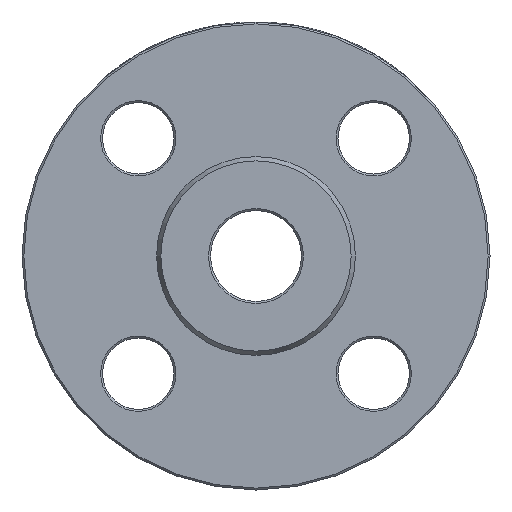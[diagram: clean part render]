
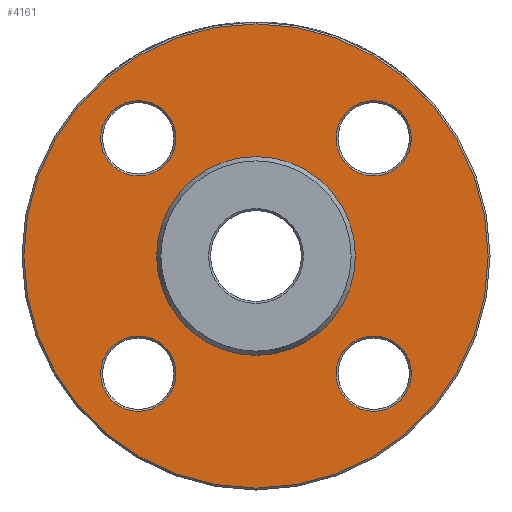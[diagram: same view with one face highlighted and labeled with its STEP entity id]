
A CAD part, left-side view. The second image highlights one B-rep face of the part: STEP entity #4161.
In plain terms, the highlighted planar face has unit normal (-1, 0, 0).
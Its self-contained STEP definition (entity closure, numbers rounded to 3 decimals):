
#65 = EDGE_LOOP ( 'NONE', ( #306 ) ) ;
#240 = ORIENTED_EDGE ( 'NONE', *, *, #4073, .T. ) ;
#306 = ORIENTED_EDGE ( 'NONE', *, *, #423, .T. ) ;
#346 = AXIS2_PLACEMENT_3D ( 'NONE', #2975, #3984, #5589 ) ;
#401 = CARTESIAN_POINT ( 'NONE',  ( 2., 31.431, -41.481 ) ) ;
#423 = EDGE_CURVE ( 'NONE', #701, #701, #5722, .T. ) ;
#431 = VERTEX_POINT ( 'NONE', #401 ) ;
#537 = EDGE_LOOP ( 'NONE', ( #2495 ) ) ;
#701 = VERTEX_POINT ( 'NONE', #5689 ) ;
#754 = DIRECTION ( 'NONE',  ( 0., -1., 0. ) ) ;
#892 = AXIS2_PLACEMENT_3D ( 'NONE', #2047, #1518, #1657 ) ;
#894 = VERTEX_POINT ( 'NONE', #3356 ) ;
#926 = VERTEX_POINT ( 'NONE', #2935 ) ;
#936 = FACE_BOUND ( 'NONE', #65, .T. ) ;
#954 = ORIENTED_EDGE ( 'NONE', *, *, #5155, .T. ) ;
#1165 = CARTESIAN_POINT ( 'NONE',  ( 2., 0., 0. ) ) ;
#1453 = FACE_BOUND ( 'NONE', #537, .T. ) ;
#1518 = DIRECTION ( 'NONE',  ( 1., 0., 0. ) ) ;
#1657 = DIRECTION ( 'NONE',  ( 0., 0., -1. ) ) ;
#1709 = CIRCLE ( 'NONE', #3698, 10.05 ) ;
#1919 = AXIS2_PLACEMENT_3D ( 'NONE', #3878, #6307, #3747 ) ;
#1944 = CIRCLE ( 'NONE', #4773, 26.555 ) ;
#1981 = CARTESIAN_POINT ( 'NONE',  ( 2., 0., 0. ) ) ;
#2047 = CARTESIAN_POINT ( 'NONE',  ( 2., 31.431, -31.431 ) ) ;
#2079 = DIRECTION ( 'NONE',  ( 0., 0., -1. ) ) ;
#2495 = ORIENTED_EDGE ( 'NONE', *, *, #6157, .F. ) ;
#2541 = DIRECTION ( 'NONE',  ( 0., 0., 1. ) ) ;
#2658 = CIRCLE ( 'NONE', #1919, 10.05 ) ;
#2672 = EDGE_CURVE ( 'NONE', #4768, #4768, #2989, .T. ) ;
#2935 = CARTESIAN_POINT ( 'NONE',  ( 2., 0., 26.555 ) ) ;
#2975 = CARTESIAN_POINT ( 'NONE',  ( 2., 26.555, 0. ) ) ;
#2989 = CIRCLE ( 'NONE', #4662, 62. ) ;
#3148 = DIRECTION ( 'NONE',  ( 0., 0., 1. ) ) ;
#3356 = CARTESIAN_POINT ( 'NONE',  ( 2., 41.481, 31.431 ) ) ;
#3433 = FACE_BOUND ( 'NONE', #5360, .T. ) ;
#3525 = CARTESIAN_POINT ( 'NONE',  ( 2., -31.431, 31.431 ) ) ;
#3578 = EDGE_LOOP ( 'NONE', ( #240 ) ) ;
#3698 = AXIS2_PLACEMENT_3D ( 'NONE', #3525, #4450, #2541 ) ;
#3708 = CARTESIAN_POINT ( 'NONE',  ( 2., -31.431, -31.431 ) ) ;
#3721 = CIRCLE ( 'NONE', #892, 10.05 ) ;
#3747 = DIRECTION ( 'NONE',  ( 0., 1., 0. ) ) ;
#3878 = CARTESIAN_POINT ( 'NONE',  ( 2., 31.431, 31.431 ) ) ;
#3942 = ORIENTED_EDGE ( 'NONE', *, *, #6438, .T. ) ;
#3984 = DIRECTION ( 'NONE',  ( 1., 0., 0. ) ) ;
#4014 = FACE_BOUND ( 'NONE', #3578, .T. ) ;
#4073 = EDGE_CURVE ( 'NONE', #5251, #5251, #1709, .T. ) ;
#4125 = DIRECTION ( 'NONE',  ( -1., 0., 0. ) ) ;
#4161 = ADVANCED_FACE ( 'NONE', ( #936, #4014, #6012, #3433, #6454, #1453 ), #5461, .F. ) ;
#4278 = CARTESIAN_POINT ( 'NONE',  ( 2., 0., -62. ) ) ;
#4369 = EDGE_LOOP ( 'NONE', ( #4956 ) ) ;
#4450 = DIRECTION ( 'NONE',  ( 1., 0., 0. ) ) ;
#4479 = DIRECTION ( 'NONE',  ( -1., 0., 0. ) ) ;
#4662 = AXIS2_PLACEMENT_3D ( 'NONE', #1981, #4479, #2079 ) ;
#4768 = VERTEX_POINT ( 'NONE', #4278 ) ;
#4773 = AXIS2_PLACEMENT_3D ( 'NONE', #1165, #4125, #3148 ) ;
#4802 = CARTESIAN_POINT ( 'NONE',  ( 2., -31.431, 41.481 ) ) ;
#4956 = ORIENTED_EDGE ( 'NONE', *, *, #2672, .T. ) ;
#5155 = EDGE_CURVE ( 'NONE', #894, #894, #2658, .T. ) ;
#5251 = VERTEX_POINT ( 'NONE', #4802 ) ;
#5360 = EDGE_LOOP ( 'NONE', ( #3942 ) ) ;
#5430 = EDGE_LOOP ( 'NONE', ( #954 ) ) ;
#5461 = PLANE ( 'NONE',  #346 ) ;
#5509 = AXIS2_PLACEMENT_3D ( 'NONE', #3708, #5712, #754 ) ;
#5589 = DIRECTION ( 'NONE',  ( 0., 0., -1. ) ) ;
#5689 = CARTESIAN_POINT ( 'NONE',  ( 2., -41.481, -31.431 ) ) ;
#5712 = DIRECTION ( 'NONE',  ( 1., 0., 0. ) ) ;
#5722 = CIRCLE ( 'NONE', #5509, 10.05 ) ;
#6012 = FACE_BOUND ( 'NONE', #5430, .T. ) ;
#6157 = EDGE_CURVE ( 'NONE', #926, #926, #1944, .T. ) ;
#6307 = DIRECTION ( 'NONE',  ( 1., 0., 0. ) ) ;
#6438 = EDGE_CURVE ( 'NONE', #431, #431, #3721, .T. ) ;
#6454 = FACE_OUTER_BOUND ( 'NONE', #4369, .T. ) ;
